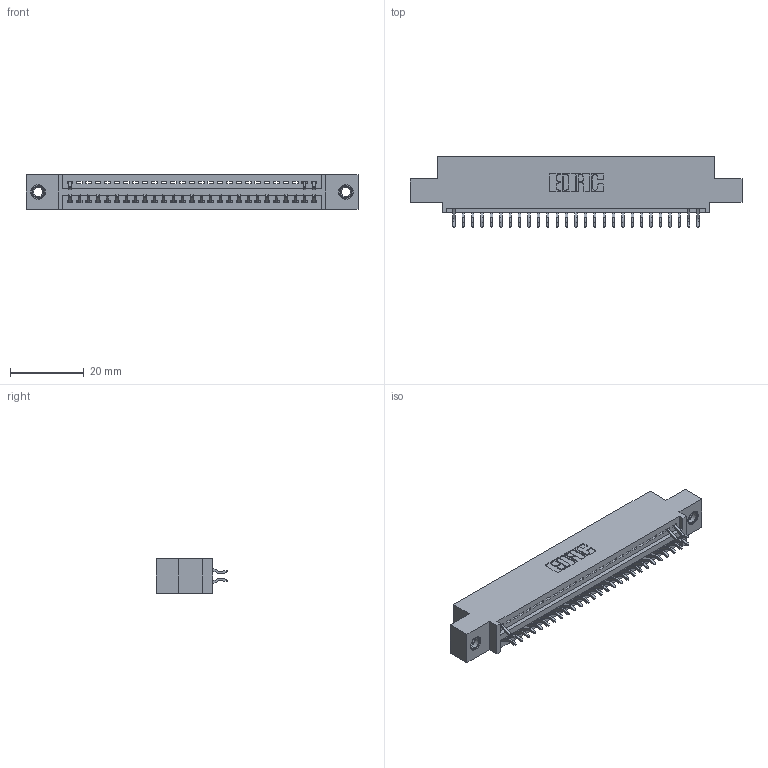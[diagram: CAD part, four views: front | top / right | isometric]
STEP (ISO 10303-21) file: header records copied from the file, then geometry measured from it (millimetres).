
FILE_DESCRIPTION (( 'STEP AP203' ), '1' );
FILE_NAME ('345-054-556-507.STEP', '2018-09-24T00:46:37', ( '' ), ( '' ), 'SwSTEP 2.0', 'SolidWorks 2016', '' );
FILE_SCHEMA (( 'CONFIG_CONTROL_DESIGN' ));
Length unit declared in the file: inch
Products named in the file (4): 345 Part_0.110 Offset - 0.156 Dia-TI; 345-292-001_556 Tail; 345-250-001_345-250-005-103; 345-054-556-507
Assembly tree (33 placements, depth 2):
  345-054-556-507
    345 Part_0.110 Offset - 0.156 Dia-TI
    345-292-001_556 Tail  x30
    345-250-001_345-250-005-103  x2
Bounding box: 89.79 x 19.24 x 9.4 mm (x, y, z)
Volume: 8278.6 mm3; surface area: 10815.7 mm2
Topology: 33 solids, 33 shells, 2062 faces, 6147 edges, 4050 vertices
Faces by surface type: plane 1394, cylinder 652, cone 12, torus 4
Entity records: 23974 total; most frequent: CARTESIAN_POINT 4135, ORIENTED_EDGE 4074, DIRECTION 3651, EDGE_CURVE 2037, LINE 1769, VECTOR 1769, VERTEX_POINT 1352, AXIS2_PLACEMENT_3D 941
